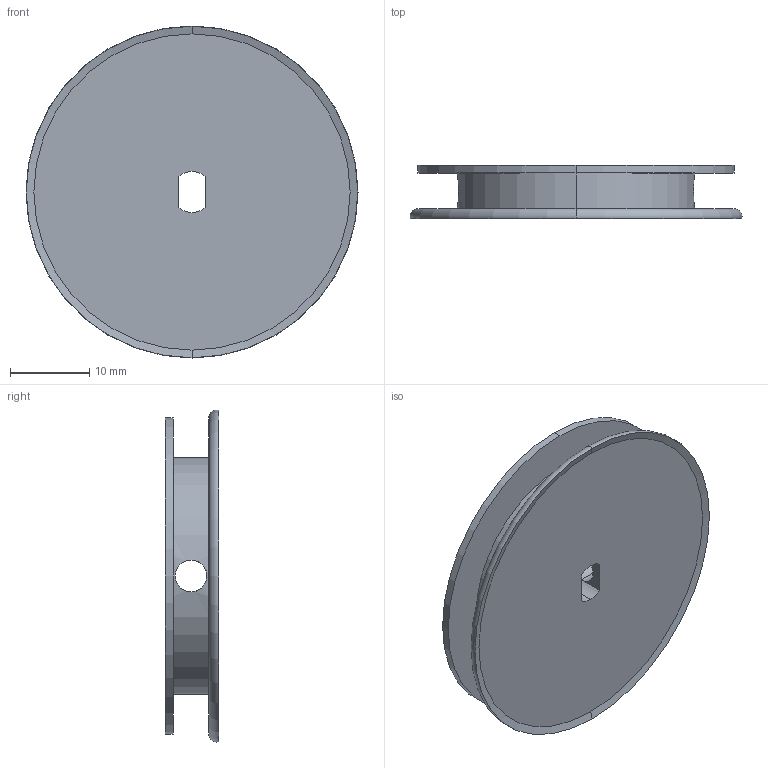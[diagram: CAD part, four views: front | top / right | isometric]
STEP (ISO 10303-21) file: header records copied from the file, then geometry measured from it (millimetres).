
FILE_DESCRIPTION (( 'STEP AP214' ), '1' );
FILE_NAME ('Step_Roller.STEP', '2021-05-05T03:07:56', ( '' ), ( '' ), 'SwSTEP 2.0', 'SolidWorks 2019', '' );
FILE_SCHEMA (( 'AUTOMOTIVE_DESIGN' ));
Length unit declared in the file: millimetre
Products named in the file (1): Step_Roller
Bounding box: 41.99 x 6.76 x 41.99 mm (x, y, z)
Volume: 5370.6 mm3; surface area: 4881 mm2
Topology: 1 solids, 1 shells, 23 faces, 53 edges, 32 vertices
Faces by surface type: cylinder 11, plane 8, cone 2, torus 2
Entity records: 799 total; most frequent: CARTESIAN_POINT 217, DIRECTION 123, ORIENTED_EDGE 106, EDGE_CURVE 53, AXIS2_PLACEMENT_3D 50, VERTEX_POINT 32, EDGE_LOOP 29, CIRCLE 26
